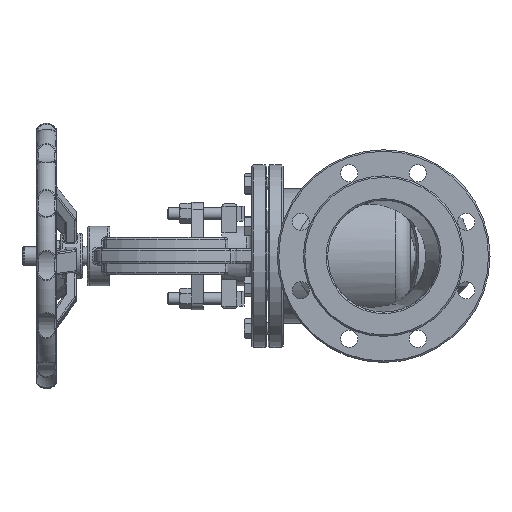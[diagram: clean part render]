
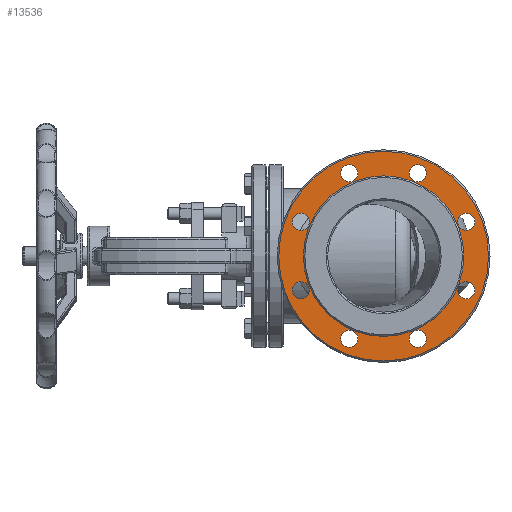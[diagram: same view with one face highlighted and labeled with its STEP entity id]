
A CAD part, left-side view. The second image highlights one B-rep face of the part: STEP entity #13536.
In plain terms, the highlighted planar face has unit normal (-1, 0, 0).
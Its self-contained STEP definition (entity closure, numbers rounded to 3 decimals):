
#463=FACE_BOUND('',#3523,.T.);
#464=FACE_BOUND('',#3524,.T.);
#465=FACE_BOUND('',#3525,.T.);
#466=FACE_BOUND('',#3526,.T.);
#467=FACE_BOUND('',#3527,.T.);
#468=FACE_BOUND('',#3528,.T.);
#469=FACE_BOUND('',#3529,.T.);
#470=FACE_BOUND('',#3530,.T.);
#471=FACE_BOUND('',#3531,.T.);
#616=PLANE('',#14780);
#2617=FACE_OUTER_BOUND('',#3522,.T.);
#3522=EDGE_LOOP('',(#10314));
#3523=EDGE_LOOP('',(#10315));
#3524=EDGE_LOOP('',(#10316));
#3525=EDGE_LOOP('',(#10317));
#3526=EDGE_LOOP('',(#10318));
#3527=EDGE_LOOP('',(#10319));
#3528=EDGE_LOOP('',(#10320));
#3529=EDGE_LOOP('',(#10321));
#3530=EDGE_LOOP('',(#10322));
#3531=EDGE_LOOP('',(#10323));
#4360=CIRCLE('',#14779,140.5);
#4361=CIRCLE('',#14781,107.5);
#4362=CIRCLE('',#14782,11.5);
#4363=CIRCLE('',#14783,11.5);
#4364=CIRCLE('',#14784,11.5);
#4365=CIRCLE('',#14785,11.5);
#4366=CIRCLE('',#14786,11.5);
#4367=CIRCLE('',#14787,11.5);
#4368=CIRCLE('',#14788,11.5);
#4369=CIRCLE('',#14789,11.5);
#5874=VERTEX_POINT('',#27097);
#5875=VERTEX_POINT('',#27101);
#5876=VERTEX_POINT('',#27103);
#5877=VERTEX_POINT('',#27105);
#5878=VERTEX_POINT('',#27107);
#5879=VERTEX_POINT('',#27109);
#5880=VERTEX_POINT('',#27111);
#5881=VERTEX_POINT('',#27113);
#5882=VERTEX_POINT('',#27115);
#5883=VERTEX_POINT('',#27117);
#7390=EDGE_CURVE('',#5874,#5874,#4360,.T.);
#7391=EDGE_CURVE('',#5875,#5875,#4361,.T.);
#7392=EDGE_CURVE('',#5876,#5876,#4362,.T.);
#7393=EDGE_CURVE('',#5877,#5877,#4363,.T.);
#7394=EDGE_CURVE('',#5878,#5878,#4364,.T.);
#7395=EDGE_CURVE('',#5879,#5879,#4365,.T.);
#7396=EDGE_CURVE('',#5880,#5880,#4366,.T.);
#7397=EDGE_CURVE('',#5881,#5881,#4367,.T.);
#7398=EDGE_CURVE('',#5882,#5882,#4368,.T.);
#7399=EDGE_CURVE('',#5883,#5883,#4369,.T.);
#10314=ORIENTED_EDGE('',*,*,#7390,.F.);
#10315=ORIENTED_EDGE('',*,*,#7391,.F.);
#10316=ORIENTED_EDGE('',*,*,#7392,.F.);
#10317=ORIENTED_EDGE('',*,*,#7393,.F.);
#10318=ORIENTED_EDGE('',*,*,#7394,.F.);
#10319=ORIENTED_EDGE('',*,*,#7395,.F.);
#10320=ORIENTED_EDGE('',*,*,#7396,.F.);
#10321=ORIENTED_EDGE('',*,*,#7397,.F.);
#10322=ORIENTED_EDGE('',*,*,#7398,.F.);
#10323=ORIENTED_EDGE('',*,*,#7399,.F.);
#13536=ADVANCED_FACE('',(#2617,#463,#464,#465,#466,#467,#468,#469,#470,
#471),#616,.F.);
#14779=AXIS2_PLACEMENT_3D('',#27099,#17546,#17547);
#14780=AXIS2_PLACEMENT_3D('',#27100,#17548,#17549);
#14781=AXIS2_PLACEMENT_3D('',#27102,#17550,#17551);
#14782=AXIS2_PLACEMENT_3D('',#27104,#17552,#17553);
#14783=AXIS2_PLACEMENT_3D('',#27106,#17554,#17555);
#14784=AXIS2_PLACEMENT_3D('',#27108,#17556,#17557);
#14785=AXIS2_PLACEMENT_3D('',#27110,#17558,#17559);
#14786=AXIS2_PLACEMENT_3D('',#27112,#17560,#17561);
#14787=AXIS2_PLACEMENT_3D('',#27114,#17562,#17563);
#14788=AXIS2_PLACEMENT_3D('',#27116,#17564,#17565);
#14789=AXIS2_PLACEMENT_3D('',#27118,#17566,#17567);
#17546=DIRECTION('center_axis',(1.,0.,0.));
#17547=DIRECTION('ref_axis',(0.,0.,1.));
#17548=DIRECTION('center_axis',(1.,0.,0.));
#17549=DIRECTION('ref_axis',(0.,0.,-1.));
#17550=DIRECTION('center_axis',(-1.,0.,0.));
#17551=DIRECTION('ref_axis',(0.,-1.,0.));
#17552=DIRECTION('center_axis',(-1.,0.,0.));
#17553=DIRECTION('ref_axis',(0.,0.,1.));
#17554=DIRECTION('center_axis',(-1.,0.,0.));
#17555=DIRECTION('ref_axis',(0.,0.,1.));
#17556=DIRECTION('center_axis',(-1.,0.,0.));
#17557=DIRECTION('ref_axis',(0.,0.,1.));
#17558=DIRECTION('center_axis',(-1.,0.,0.));
#17559=DIRECTION('ref_axis',(0.,0.,1.));
#17560=DIRECTION('center_axis',(-1.,0.,0.));
#17561=DIRECTION('ref_axis',(0.,0.,1.));
#17562=DIRECTION('center_axis',(-1.,0.,0.));
#17563=DIRECTION('ref_axis',(0.,0.,1.));
#17564=DIRECTION('center_axis',(-1.,0.,0.));
#17565=DIRECTION('ref_axis',(0.,0.,1.));
#17566=DIRECTION('center_axis',(-1.,0.,0.));
#17567=DIRECTION('ref_axis',(0.,0.,1.));
#27097=CARTESIAN_POINT('',(2.,0.,-140.5));
#27099=CARTESIAN_POINT('Origin',(2.,0.,0.));
#27100=CARTESIAN_POINT('Origin',(2.,0.,0.));
#27101=CARTESIAN_POINT('',(2.,107.5,0.));
#27102=CARTESIAN_POINT('Origin',(2.,0.,0.));
#27103=CARTESIAN_POINT('',(2.,-110.866,-57.422));
#27104=CARTESIAN_POINT('Origin',(2.,-110.866,-45.922));
#27105=CARTESIAN_POINT('',(2.,-110.866,34.422));
#27106=CARTESIAN_POINT('Origin',(2.,-110.866,45.922));
#27107=CARTESIAN_POINT('',(2.,-45.922,99.366));
#27108=CARTESIAN_POINT('Origin',(2.,-45.922,110.866));
#27109=CARTESIAN_POINT('',(2.,45.922,99.366));
#27110=CARTESIAN_POINT('Origin',(2.,45.922,110.866));
#27111=CARTESIAN_POINT('',(2.,110.866,34.422));
#27112=CARTESIAN_POINT('Origin',(2.,110.866,45.922));
#27113=CARTESIAN_POINT('',(2.,110.866,-57.422));
#27114=CARTESIAN_POINT('Origin',(2.,110.866,-45.922));
#27115=CARTESIAN_POINT('',(2.,45.922,-122.366));
#27116=CARTESIAN_POINT('Origin',(2.,45.922,-110.866));
#27117=CARTESIAN_POINT('',(2.,-45.922,-122.366));
#27118=CARTESIAN_POINT('Origin',(2.,-45.922,-110.866));
